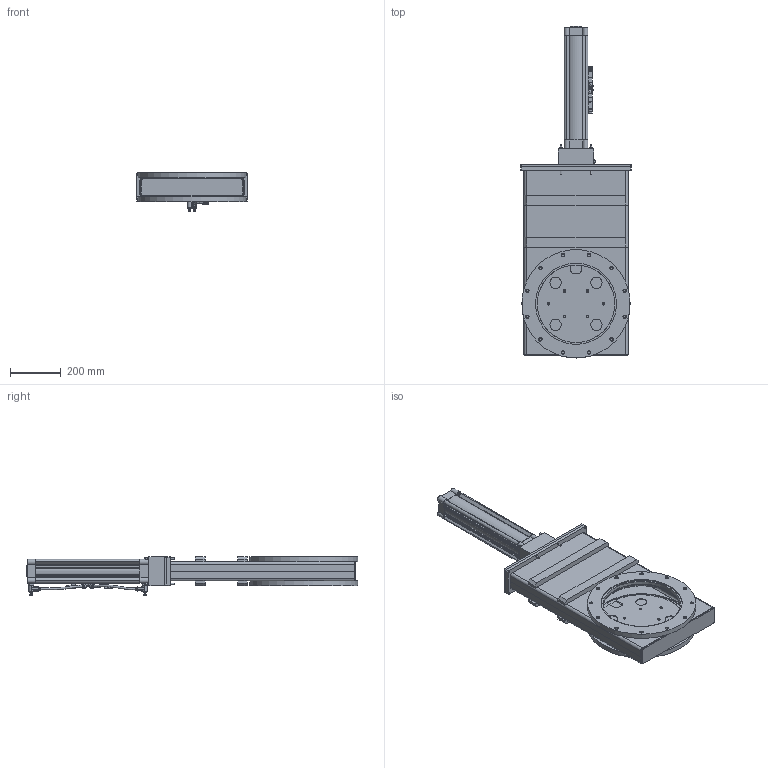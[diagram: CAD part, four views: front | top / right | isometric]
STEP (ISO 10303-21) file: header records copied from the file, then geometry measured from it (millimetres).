
FILE_DESCRIPTION(('STEP AP242'), '1');
FILE_NAME('ÇÂïÏ-320 Ïîòðåáèòåëþ', '', ('UNSPECIFIED'), ('UNSPECIFIED'), 'C3D Converter', 'C3D Toolkit', '');
FILE_SCHEMA(('AP242_MANAGED_MODEL_BASED_3D_ENGINEERING_MIM_LF { 1 0 10303 442 1 1 4 }'));
Length unit declared in the file: millimetre
Bounding box: 435 x 1302 x 152.3 mm (x, y, z)
Surface area: 1914656.7 mm2 (no closed solid volume)
Topology: 0 solids, 124 shells, 530 faces, 1833 edges, 1378 vertices
Faces by surface type: plane 278, cylinder 194, cone 51, sphere 4, bspline 2, torus 1
Full cylindrical faces by diameter (mm): 0.6 x9, 2.9 x3, 4 x4, 5 x2, 5.5 x3, 6 x4, 6.647 x6, 7 x7, 7.5 x2, 8 x1, 8.4 x4, 9.4 x2, 10.106 x24, 10.8 x2, 11.4 x1, 11.5 x2, 12.5 x2, 13 x2, 13.4 x2, 13.7 x3, 13.8 x5, 14.2 x2, 14.5 x2, 15 x4, 22.15 x2, 44 x4, 44.8 x1, 304 x2, 304.5 x1, 318 x2
Entity records: 28679 total; most frequent: CARTESIAN_POINT 8799, DIRECTION 3301, ORIENTED_EDGE 2451, EDGE_CURVE 1664, VERTEX_POINT 1374, AXIS2_PLACEMENT_3D 1239, EDGE_LOOP 842, LINE 823
